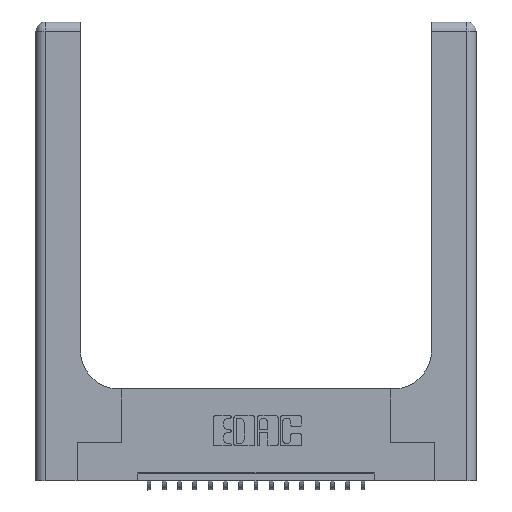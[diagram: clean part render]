
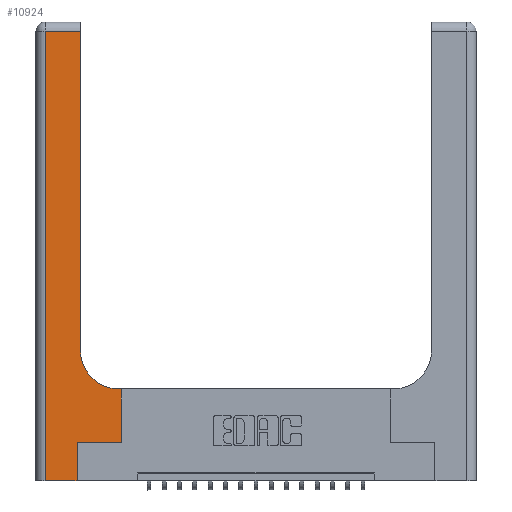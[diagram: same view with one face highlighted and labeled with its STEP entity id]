
A CAD part, top view. The second image highlights one B-rep face of the part: STEP entity #10924.
In plain terms, the highlighted planar face has unit normal (0, 0, 1).
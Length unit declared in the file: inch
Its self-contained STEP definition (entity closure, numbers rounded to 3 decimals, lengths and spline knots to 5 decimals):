
#561 = VERTEX_POINT ( 'NONE', #1285 ) ;
#1005 = VECTOR ( 'NONE', #15290, 39.37008 ) ;
#1285 = CARTESIAN_POINT ( 'NONE',  ( 0.269, 0.25, 0.37 ) ) ;
#1589 = DIRECTION ( 'NONE',  ( 0., 0., -1. ) ) ;
#2380 = LINE ( 'NONE', #14876, #3840 ) ;
#2796 = EDGE_CURVE ( 'NONE', #5108, #5842, #5433, .T. ) ;
#2818 = VERTEX_POINT ( 'NONE', #5066 ) ;
#2888 = DIRECTION ( 'NONE',  ( -1., 0., 0. ) ) ;
#3113 = VERTEX_POINT ( 'NONE', #6496 ) ;
#3539 = AXIS2_PLACEMENT_3D ( 'NONE', #15214, #18284, #11793 ) ;
#3541 = CARTESIAN_POINT ( 'NONE',  ( 0.269, 0., 0.37 ) ) ;
#3840 = VECTOR ( 'NONE', #11643, 39.37008 ) ;
#4043 = LINE ( 'NONE', #5743, #11816 ) ;
#4593 = CARTESIAN_POINT ( 'NONE',  ( 0.5415, 0.6, 0.37 ) ) ;
#5066 = CARTESIAN_POINT ( 'NONE',  ( 0.2915, 2.94, 0.37 ) ) ;
#5108 = VERTEX_POINT ( 'NONE', #5629 ) ;
#5433 = LINE ( 'NONE', #6515, #6905 ) ;
#5629 = CARTESIAN_POINT ( 'NONE',  ( 0.5585, 0.25, 0.37 ) ) ;
#5743 = CARTESIAN_POINT ( 'NONE',  ( 0.06, 3., 0.37 ) ) ;
#5842 = VERTEX_POINT ( 'NONE', #9260 ) ;
#5991 = LINE ( 'NONE', #13292, #19206 ) ;
#6022 = ORIENTED_EDGE ( 'NONE', *, *, #15504, .T. ) ;
#6406 = DIRECTION ( 'NONE',  ( 1., 0., 0. ) ) ;
#6496 = CARTESIAN_POINT ( 'NONE',  ( 0.06, 0., 0.37 ) ) ;
#6515 = CARTESIAN_POINT ( 'NONE',  ( 0.5585, 0.25, 0.37 ) ) ;
#6575 = ORIENTED_EDGE ( 'NONE', *, *, #18176, .T. ) ;
#6738 = ORIENTED_EDGE ( 'NONE', *, *, #18487, .T. ) ;
#6905 = VECTOR ( 'NONE', #11195, 39.37008 ) ;
#7292 = ORIENTED_EDGE ( 'NONE', *, *, #12793, .T. ) ;
#7530 = DIRECTION ( 'NONE',  ( 0., 1., 0. ) ) ;
#8031 = LINE ( 'NONE', #16908, #1005 ) ;
#8679 = CARTESIAN_POINT ( 'NONE',  ( 0.2915, 0.85, 0.37 ) ) ;
#8818 = EDGE_LOOP ( 'NONE', ( #17859, #6022, #10633, #6738, #11123, #7292, #12580, #19549, #6575 ) ) ;
#9260 = CARTESIAN_POINT ( 'NONE',  ( 0.5585, 0.6, 0.37 ) ) ;
#9300 = VECTOR ( 'NONE', #9885, 39.37008 ) ;
#9467 = EDGE_CURVE ( 'NONE', #16428, #561, #5991, .T. ) ;
#9885 = DIRECTION ( 'NONE',  ( 1., 0., 0. ) ) ;
#9926 = EDGE_CURVE ( 'NONE', #11426, #3113, #4043, .T. ) ;
#10204 = AXIS2_PLACEMENT_3D ( 'NONE', #11084, #1589, #6406 ) ;
#10528 = FACE_OUTER_BOUND ( 'NONE', #8818, .T. ) ;
#10633 = ORIENTED_EDGE ( 'NONE', *, *, #9926, .T. ) ;
#10924 = ADVANCED_FACE ( 'NONE', ( #10528 ), #13511, .F. ) ;
#11084 = CARTESIAN_POINT ( 'NONE',  ( 0.5415, 0.85, 0.37 ) ) ;
#11123 = ORIENTED_EDGE ( 'NONE', *, *, #9467, .T. ) ;
#11195 = DIRECTION ( 'NONE',  ( 0., 1., 0. ) ) ;
#11426 = VERTEX_POINT ( 'NONE', #13760 ) ;
#11546 = CIRCLE ( 'NONE', #10204, 0.25 ) ;
#11643 = DIRECTION ( 'NONE',  ( -1., 0., 0. ) ) ;
#11793 = DIRECTION ( 'NONE',  ( -1., 0., 0. ) ) ;
#11816 = VECTOR ( 'NONE', #16329, 39.37008 ) ;
#12054 = CARTESIAN_POINT ( 'NONE',  ( 0., 2.94, 0.37 ) ) ;
#12232 = LINE ( 'NONE', #17096, #18076 ) ;
#12292 = LINE ( 'NONE', #16384, #9300 ) ;
#12580 = ORIENTED_EDGE ( 'NONE', *, *, #2796, .T. ) ;
#12793 = EDGE_CURVE ( 'NONE', #561, #5108, #8031, .T. ) ;
#13292 = CARTESIAN_POINT ( 'NONE',  ( 0.269, 0., 0.37 ) ) ;
#13511 = PLANE ( 'NONE',  #3539 ) ;
#13760 = CARTESIAN_POINT ( 'NONE',  ( 0.06, 2.94, 0.37 ) ) ;
#14876 = CARTESIAN_POINT ( 'NONE',  ( 0.2915, 0.6, 0.37 ) ) ;
#15214 = CARTESIAN_POINT ( 'NONE',  ( 0., 3., 0.37 ) ) ;
#15290 = DIRECTION ( 'NONE',  ( 1., 0., 0. ) ) ;
#15504 = EDGE_CURVE ( 'NONE', #2818, #11426, #16069, .T. ) ;
#16069 = LINE ( 'NONE', #12054, #18271 ) ;
#16329 = DIRECTION ( 'NONE',  ( 0., -1., 0. ) ) ;
#16384 = CARTESIAN_POINT ( 'NONE',  ( 0., 0., 0.37 ) ) ;
#16428 = VERTEX_POINT ( 'NONE', #3541 ) ;
#16908 = CARTESIAN_POINT ( 'NONE',  ( 0.269, 0.25, 0.37 ) ) ;
#17013 = EDGE_CURVE ( 'NONE', #5842, #19333, #2380, .T. ) ;
#17096 = CARTESIAN_POINT ( 'NONE',  ( 0.2915, 3., 0.37 ) ) ;
#17859 = ORIENTED_EDGE ( 'NONE', *, *, #19978, .T. ) ;
#17925 = VERTEX_POINT ( 'NONE', #8679 ) ;
#18076 = VECTOR ( 'NONE', #7530, 39.37008 ) ;
#18176 = EDGE_CURVE ( 'NONE', #19333, #17925, #11546, .T. ) ;
#18271 = VECTOR ( 'NONE', #2888, 39.37008 ) ;
#18284 = DIRECTION ( 'NONE',  ( 0., 0., -1. ) ) ;
#18487 = EDGE_CURVE ( 'NONE', #3113, #16428, #12292, .T. ) ;
#19206 = VECTOR ( 'NONE', #19452, 39.37008 ) ;
#19333 = VERTEX_POINT ( 'NONE', #4593 ) ;
#19452 = DIRECTION ( 'NONE',  ( 0., 1., 0. ) ) ;
#19549 = ORIENTED_EDGE ( 'NONE', *, *, #17013, .T. ) ;
#19978 = EDGE_CURVE ( 'NONE', #17925, #2818, #12232, .T. ) ;
